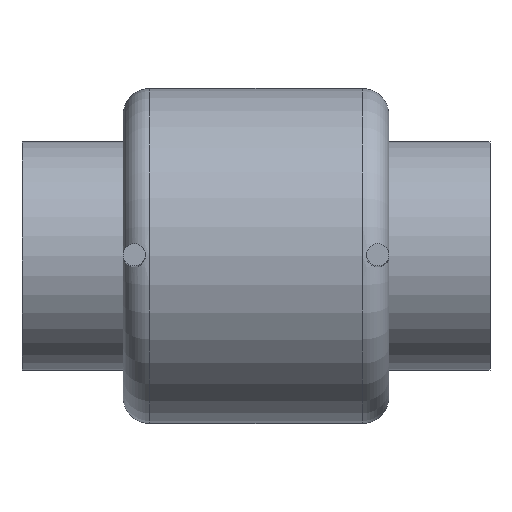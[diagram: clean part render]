
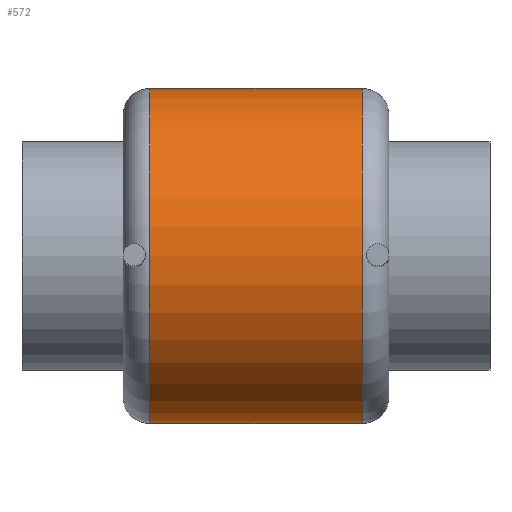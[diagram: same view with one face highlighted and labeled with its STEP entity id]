
A CAD part, top view. The second image highlights one B-rep face of the part: STEP entity #572.
In plain terms, the highlighted cylindrical face has radius 8.001 mm (diameter 16.002 mm), a partial arc.
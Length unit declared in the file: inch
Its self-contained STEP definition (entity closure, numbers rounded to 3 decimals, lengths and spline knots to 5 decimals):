
#222=DIRECTION('',(1.,0.,0.));
#223=VECTOR('',#222,0.4);
#224=CARTESIAN_POINT('',(-0.2,-0.315,0.));
#225=LINE('',#224,#223);
#231=CARTESIAN_POINT('',(0.2,0.,0.));
#232=DIRECTION('',(1.,0.,0.));
#233=DIRECTION('',(0.,1.,0.));
#234=AXIS2_PLACEMENT_3D('',#231,#232,#233);
#236=CARTESIAN_POINT('',(-0.2,0.,0.));
#237=DIRECTION('',(-1.,0.,0.));
#238=DIRECTION('',(0.,-1.,0.));
#239=AXIS2_PLACEMENT_3D('',#236,#237,#238);
#241=DIRECTION('',(1.,0.,0.));
#242=VECTOR('',#241,0.4);
#243=CARTESIAN_POINT('',(-0.2,0.315,0.));
#244=LINE('',#243,#242);
#271=CARTESIAN_POINT('',(0.2,0.315,0.));
#272=CARTESIAN_POINT('',(0.2,-0.315,0.));
#273=VERTEX_POINT('',#271);
#274=VERTEX_POINT('',#272);
#279=CARTESIAN_POINT('',(-0.2,-0.315,0.));
#280=CARTESIAN_POINT('',(-0.2,0.315,0.));
#281=VERTEX_POINT('',#279);
#282=VERTEX_POINT('',#280);
#561=CARTESIAN_POINT('',(-0.25,0.,0.));
#562=DIRECTION('',(1.,0.,0.));
#563=DIRECTION('',(0.,-1.,0.));
#564=AXIS2_PLACEMENT_3D('',#561,#562,#563);
#565=CYLINDRICAL_SURFACE('',#564,0.315);
#566=ORIENTED_EDGE('',*,*,#415,.T.);
#567=ORIENTED_EDGE('',*,*,#544,.F.);
#568=ORIENTED_EDGE('',*,*,#501,.T.);
#569=ORIENTED_EDGE('',*,*,#541,.T.);
#570=EDGE_LOOP('',(#566,#567,#568,#569));
#571=FACE_OUTER_BOUND('',#570,.F.);
#235=CIRCLE('',#234,0.315);
#240=CIRCLE('',#239,0.315);
#415=EDGE_CURVE('',#273,#274,#235,.T.);
#501=EDGE_CURVE('',#281,#282,#240,.T.);
#541=EDGE_CURVE('',#282,#273,#244,.T.);
#544=EDGE_CURVE('',#281,#274,#225,.T.);
#572=ADVANCED_FACE('',(#571),#565,.T.);
